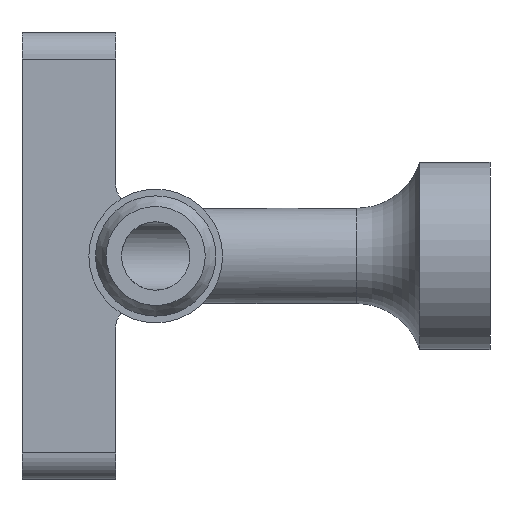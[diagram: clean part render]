
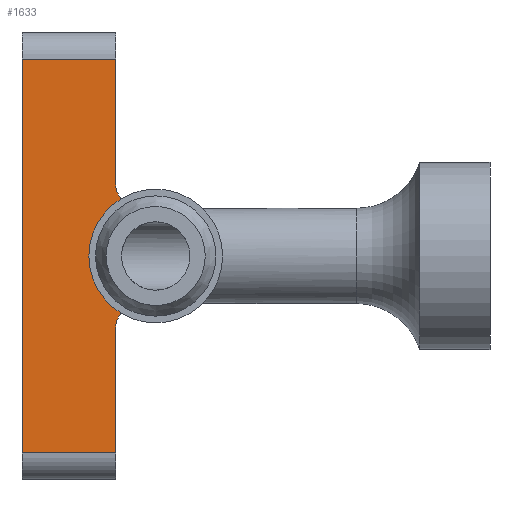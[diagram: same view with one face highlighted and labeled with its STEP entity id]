
A CAD part, left-side view. The second image highlights one B-rep face of the part: STEP entity #1633.
In plain terms, the highlighted planar face has unit normal (-1, 0, 0).
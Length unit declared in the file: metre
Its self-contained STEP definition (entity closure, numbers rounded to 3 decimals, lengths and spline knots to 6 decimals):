
#124=LINE('',#2755,#242);
#127=LINE('',#2763,#245);
#128=LINE('',#2766,#246);
#129=LINE('',#2768,#247);
#130=LINE('',#2772,#248);
#242=VECTOR('',#2281,1.);
#245=VECTOR('',#2288,1.);
#246=VECTOR('',#2289,1.);
#247=VECTOR('',#2290,1.);
#248=VECTOR('',#2295,1.);
#298=PLANE('',#1825);
#665=ORIENTED_EDGE('',*,*,#920,.F.);
#666=ORIENTED_EDGE('',*,*,#921,.T.);
#667=ORIENTED_EDGE('',*,*,#922,.T.);
#668=ORIENTED_EDGE('',*,*,#923,.T.);
#669=ORIENTED_EDGE('',*,*,#788,.T.);
#670=ORIENTED_EDGE('',*,*,#924,.T.);
#671=ORIENTED_EDGE('',*,*,#916,.T.);
#672=ORIENTED_EDGE('',*,*,#925,.T.);
#788=EDGE_CURVE('',#1003,#1004,#1133,.F.);
#916=EDGE_CURVE('',#1084,#1083,#124,.T.);
#920=EDGE_CURVE('',#1087,#1088,#127,.T.);
#921=EDGE_CURVE('',#1087,#1089,#128,.F.);
#922=EDGE_CURVE('',#1089,#1090,#129,.T.);
#923=EDGE_CURVE('',#1090,#1003,#1186,.F.);
#924=EDGE_CURVE('',#1004,#1084,#1187,.F.);
#925=EDGE_CURVE('',#1083,#1088,#130,.T.);
#1003=VERTEX_POINT('',#2471);
#1004=VERTEX_POINT('',#2472);
#1083=VERTEX_POINT('',#2754);
#1084=VERTEX_POINT('',#2756);
#1087=VERTEX_POINT('',#2764);
#1088=VERTEX_POINT('',#2765);
#1089=VERTEX_POINT('',#2767);
#1090=VERTEX_POINT('',#2769);
#1133=CIRCLE('',#1695,0.00356);
#1186=CIRCLE('',#1826,0.002);
#1187=CIRCLE('',#1827,0.002);
#1336=EDGE_LOOP('',(#665,#666,#667,#668,#669,#670,#671,#672));
#1492=FACE_BOUND('',#1336,.T.);
#1633=ADVANCED_FACE('',(#1492),#298,.T.);
#1695=AXIS2_PLACEMENT_3D('',#2470,#1948,#1949);
#1825=AXIS2_PLACEMENT_3D('',#2762,#2286,#2287);
#1826=AXIS2_PLACEMENT_3D('',#2770,#2291,#2292);
#1827=AXIS2_PLACEMENT_3D('',#2771,#2293,#2294);
#1948=DIRECTION('',(-1.,0.,0.));
#1949=DIRECTION('',(0.,0.,1.));
#2281=DIRECTION('',(0.,0.,1.));
#2286=DIRECTION('',(-1.,0.,0.));
#2287=DIRECTION('',(0.,0.,1.));
#2288=DIRECTION('',(0.,0.,1.));
#2289=DIRECTION('',(0.,1.,0.));
#2290=DIRECTION('',(0.,0.,1.));
#2291=DIRECTION('',(-1.,0.,0.));
#2292=DIRECTION('',(0.,0.,1.));
#2293=DIRECTION('',(-1.,0.,0.));
#2294=DIRECTION('',(0.,0.,1.));
#2295=DIRECTION('',(0.,1.,0.));
#2470=CARTESIAN_POINT('',(-0.017725,0.02,0.));
#2471=CARTESIAN_POINT('',(-0.017725,0.02064,-0.003502));
#2472=CARTESIAN_POINT('',(-0.017725,0.02064,0.003502));
#2754=CARTESIAN_POINT('',(-0.017725,0.023,0.014725));
#2755=CARTESIAN_POINT('',(-0.017725,0.023,0.));
#2756=CARTESIAN_POINT('',(-0.017725,0.023,0.005469));
#2762=CARTESIAN_POINT('',(-0.017725,0.023,0.));
#2763=CARTESIAN_POINT('',(-0.017725,0.03,0.));
#2764=CARTESIAN_POINT('',(-0.017725,0.03,-0.014725));
#2765=CARTESIAN_POINT('',(-0.017725,0.03,0.014725));
#2766=CARTESIAN_POINT('',(-0.017725,0.023,-0.014725));
#2767=CARTESIAN_POINT('',(-0.017725,0.023,-0.014725));
#2768=CARTESIAN_POINT('',(-0.017725,0.023,0.));
#2769=CARTESIAN_POINT('',(-0.017725,0.023,-0.005469));
#2770=CARTESIAN_POINT('',(-0.017725,0.021,-0.005469));
#2771=CARTESIAN_POINT('',(-0.017725,0.021,0.005469));
#2772=CARTESIAN_POINT('',(-0.017725,0.023,0.014725));
